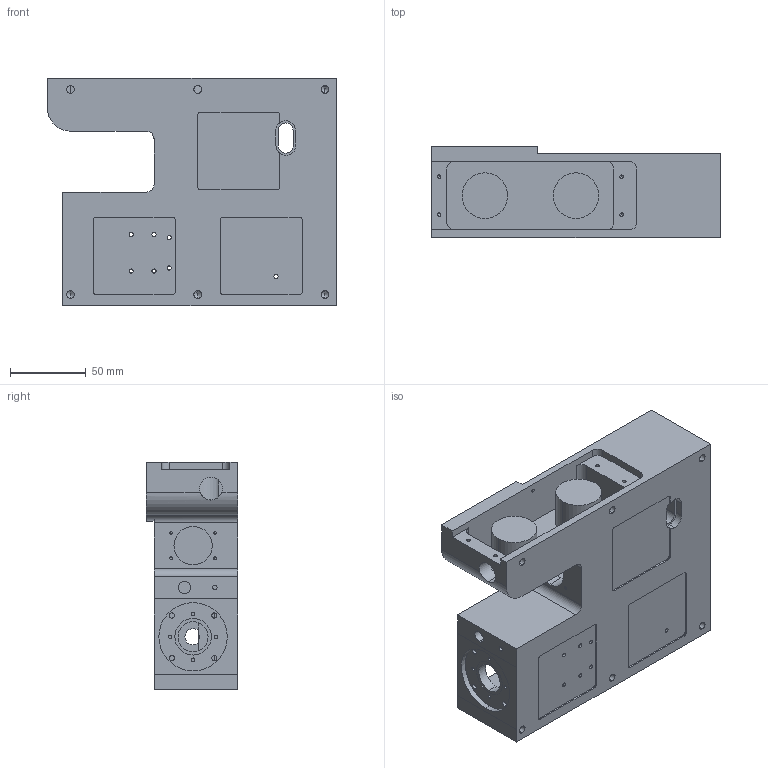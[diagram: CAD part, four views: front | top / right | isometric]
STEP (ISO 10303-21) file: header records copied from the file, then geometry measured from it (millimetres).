
FILE_DESCRIPTION (( 'STEP AP214' ), '1' );
FILE_NAME ('laser_cavity1.step', '2019-07-10T20:27:33', ( '' ), ( '' ), 'SwSTEP 2.0', 'SolidWorks 2019', '' );
FILE_SCHEMA (( 'AUTOMOTIVE_DESIGN' ));
Length unit declared in the file: millimetre
Products named in the file (1): laser_cavity1
Bounding box: 190 x 60 x 150 mm (x, y, z)
Volume: 677831.9 mm3; surface area: 141867.5 mm2
Topology: 1 solids, 1 shells, 320 faces, 873 edges, 558 vertices
Faces by surface type: cylinder 170, plane 126, cone 24
Entity records: 11040 total; most frequent: DIRECTION 1836, CARTESIAN_POINT 1823, ORIENTED_EDGE 1698, EDGE_CURVE 849, AXIS2_PLACEMENT_3D 671, VERTEX_POINT 558, VECTOR 494, LINE 494
